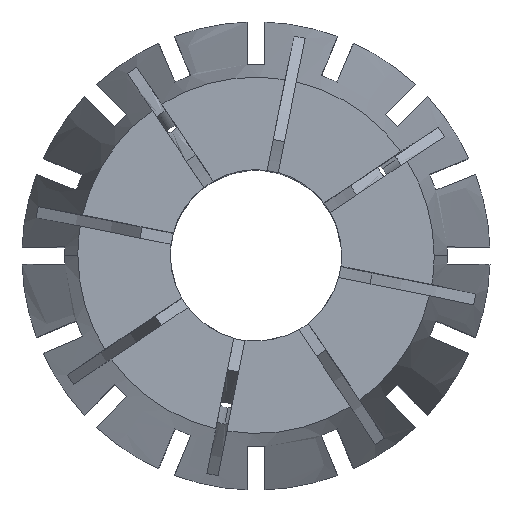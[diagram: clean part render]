
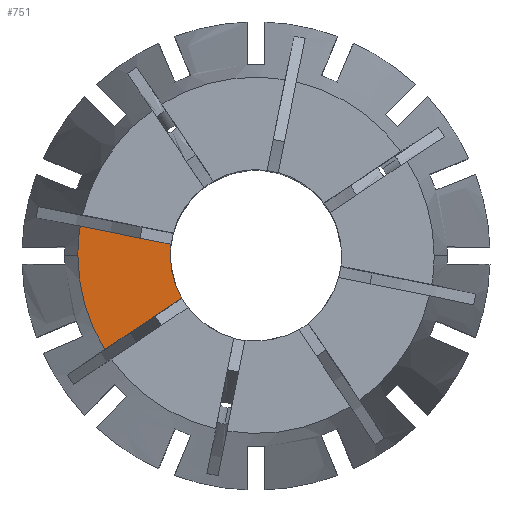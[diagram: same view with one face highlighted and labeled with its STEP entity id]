
A CAD part, top view. The second image highlights one B-rep face of the part: STEP entity #751.
In plain terms, the highlighted planar face has unit normal (0, 0, 1).
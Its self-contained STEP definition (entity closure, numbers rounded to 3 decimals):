
#11 = DIRECTION ( 'NONE',  ( 0., 0., 1. ) ) ;
#212 = ORIENTED_EDGE ( 'NONE', *, *, #1072, .T. ) ;
#371 = EDGE_CURVE ( 'NONE', #7028, #2589, #3930, .T. ) ;
#583 = CARTESIAN_POINT ( 'NONE',  ( -7.437, 0.97, 0. ) ) ;
#606 = CARTESIAN_POINT ( 'NONE',  ( -15.595, 0., 0. ) ) ;
#652 = VERTEX_POINT ( 'NONE', #606 ) ;
#751 = ADVANCED_FACE ( 'NONE', ( #6573 ), #6004, .F. ) ;
#916 = VECTOR ( 'NONE', #2726, 1000. ) ;
#929 = AXIS2_PLACEMENT_3D ( 'NONE', #4785, #5321, #7056 ) ;
#1072 = EDGE_CURVE ( 'NONE', #4794, #5512, #4631, .T. ) ;
#1108 = DIRECTION ( 'NONE',  ( 0., 0., 1. ) ) ;
#1133 = DIRECTION ( 'NONE',  ( 1., 0., 0. ) ) ;
#1220 = CIRCLE ( 'NONE', #929, 15.595 ) ;
#1281 = CARTESIAN_POINT ( 'NONE',  ( -15.385, 2.551, 0. ) ) ;
#1396 = CARTESIAN_POINT ( 'NONE',  ( 0., 0., 0. ) ) ;
#1439 = AXIS2_PLACEMENT_3D ( 'NONE', #3417, #1108, #1133 ) ;
#1523 = ORIENTED_EDGE ( 'NONE', *, *, #3408, .T. ) ;
#1675 = CARTESIAN_POINT ( 'NONE',  ( -13.238, -8.244, 0. ) ) ;
#1714 = AXIS2_PLACEMENT_3D ( 'NONE', #6215, #11, #5193 ) ;
#1977 = DIRECTION ( 'NONE',  ( 0., 0., 1. ) ) ;
#2043 = DIRECTION ( 'NONE',  ( 0., 0., -1. ) ) ;
#2549 = DIRECTION ( 'NONE',  ( 1., 0., 0. ) ) ;
#2589 = VERTEX_POINT ( 'NONE', #583 ) ;
#2624 = CARTESIAN_POINT ( 'NONE',  ( -6.5, -3.742, 0. ) ) ;
#2726 = DIRECTION ( 'NONE',  ( 0.981, -0.195, 0. ) ) ;
#2989 = CIRCLE ( 'NONE', #1714, 15.595 ) ;
#3133 = DIRECTION ( 'NONE',  ( -1., 0., 0. ) ) ;
#3172 = EDGE_CURVE ( 'NONE', #4024, #5512, #4934, .T. ) ;
#3295 = CARTESIAN_POINT ( 'NONE',  ( -0.098, -0.49, 0. ) ) ;
#3306 = EDGE_LOOP ( 'NONE', ( #5979, #5038, #1523, #212, #6898, #5144 ) ) ;
#3408 = EDGE_CURVE ( 'NONE', #652, #4794, #1220, .T. ) ;
#3417 = CARTESIAN_POINT ( 'NONE',  ( 0., 0., 0. ) ) ;
#3583 = AXIS2_PLACEMENT_3D ( 'NONE', #1396, #2043, #3133 ) ;
#3924 = DIRECTION ( 'NONE',  ( 0.831, 0.556, 0. ) ) ;
#3930 = LINE ( 'NONE', #3295, #916 ) ;
#4024 = VERTEX_POINT ( 'NONE', #5978 ) ;
#4154 = AXIS2_PLACEMENT_3D ( 'NONE', #5392, #1977, #2549 ) ;
#4215 = CIRCLE ( 'NONE', #4154, 7.5 ) ;
#4631 = LINE ( 'NONE', #6179, #6672 ) ;
#4785 = CARTESIAN_POINT ( 'NONE',  ( 0., 0., 0. ) ) ;
#4794 = VERTEX_POINT ( 'NONE', #1675 ) ;
#4934 = CIRCLE ( 'NONE', #1439, 7.5 ) ;
#5038 = ORIENTED_EDGE ( 'NONE', *, *, #6342, .T. ) ;
#5144 = ORIENTED_EDGE ( 'NONE', *, *, #7166, .F. ) ;
#5193 = DIRECTION ( 'NONE',  ( 1., 0., 0. ) ) ;
#5321 = DIRECTION ( 'NONE',  ( 0., 0., 1. ) ) ;
#5392 = CARTESIAN_POINT ( 'NONE',  ( 0., 0., 0. ) ) ;
#5512 = VERTEX_POINT ( 'NONE', #2624 ) ;
#5978 = CARTESIAN_POINT ( 'NONE',  ( -7.5, 0., 0. ) ) ;
#5979 = ORIENTED_EDGE ( 'NONE', *, *, #371, .F. ) ;
#6004 = PLANE ( 'NONE',  #3583 ) ;
#6179 = CARTESIAN_POINT ( 'NONE',  ( -0.278, 0.416, 0. ) ) ;
#6215 = CARTESIAN_POINT ( 'NONE',  ( 0., 0., 0. ) ) ;
#6342 = EDGE_CURVE ( 'NONE', #7028, #652, #2989, .T. ) ;
#6573 = FACE_OUTER_BOUND ( 'NONE', #3306, .T. ) ;
#6672 = VECTOR ( 'NONE', #3924, 1000. ) ;
#6898 = ORIENTED_EDGE ( 'NONE', *, *, #3172, .F. ) ;
#7028 = VERTEX_POINT ( 'NONE', #1281 ) ;
#7056 = DIRECTION ( 'NONE',  ( 1., 0., 0. ) ) ;
#7166 = EDGE_CURVE ( 'NONE', #2589, #4024, #4215, .T. ) ;
